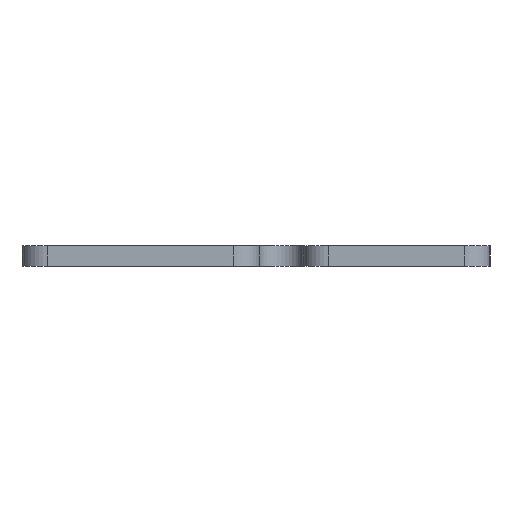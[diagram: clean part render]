
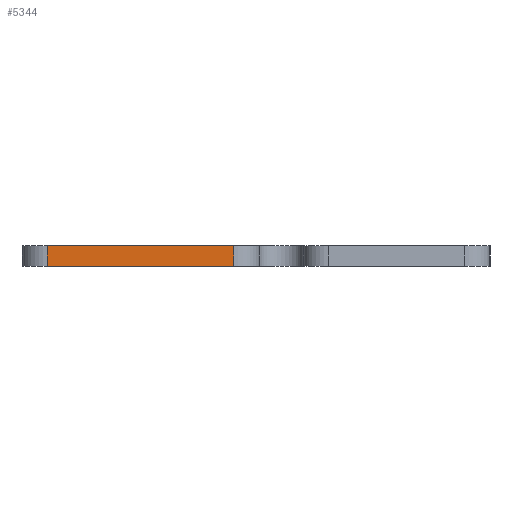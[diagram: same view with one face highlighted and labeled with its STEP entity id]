
A CAD part, left-side view. The second image highlights one B-rep face of the part: STEP entity #5344.
In plain terms, the highlighted planar face has unit normal (-1, 0, 0).
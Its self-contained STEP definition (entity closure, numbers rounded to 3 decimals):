
#83 = PLANE('',#84);
#84 = AXIS2_PLACEMENT_3D('',#85,#86,#87);
#85 = CARTESIAN_POINT('',(100.,-100.073,1.6));
#86 = DIRECTION('',(-0.,-0.,-1.));
#87 = DIRECTION('',(-1.,0.,0.));
#137 = PLANE('',#138);
#138 = AXIS2_PLACEMENT_3D('',#139,#140,#141);
#139 = CARTESIAN_POINT('',(100.,-100.073,0.));
#140 = DIRECTION('',(-0.,-0.,-1.));
#141 = DIRECTION('',(-1.,0.,0.));
#462 = VERTEX_POINT('',#463);
#463 = CARTESIAN_POINT('',(39.,-98.25,0.));
#482 = CYLINDRICAL_SURFACE('',#483,2.);
#483 = AXIS2_PLACEMENT_3D('',#484,#485,#486);
#484 = CARTESIAN_POINT('',(41.,-98.25,0.));
#485 = DIRECTION('',(-0.,-0.,-1.));
#486 = DIRECTION('',(1.,0.,-0.));
#494 = EDGE_CURVE('',#462,#495,#497,.T.);
#495 = VERTEX_POINT('',#496);
#496 = CARTESIAN_POINT('',(39.,-83.5,0.));
#497 = SURFACE_CURVE('',#498,(#502,#509),.PCURVE_S1.);
#498 = LINE('',#499,#500);
#499 = CARTESIAN_POINT('',(39.,-98.25,0.));
#500 = VECTOR('',#501,1.);
#501 = DIRECTION('',(0.,1.,0.));
#502 = PCURVE('',#137,#503);
#503 = DEFINITIONAL_REPRESENTATION('',(#504),#508);
#504 = LINE('',#505,#506);
#505 = CARTESIAN_POINT('',(61.,1.823));
#506 = VECTOR('',#507,1.);
#507 = DIRECTION('',(0.,1.));
#508 = ( GEOMETRIC_REPRESENTATION_CONTEXT(2) 
PARAMETRIC_REPRESENTATION_CONTEXT() REPRESENTATION_CONTEXT('2D SPACE',''
  ) );
#509 = PCURVE('',#510,#515);
#510 = PLANE('',#511);
#511 = AXIS2_PLACEMENT_3D('',#512,#513,#514);
#512 = CARTESIAN_POINT('',(39.,-98.25,0.));
#513 = DIRECTION('',(-1.,0.,0.));
#514 = DIRECTION('',(0.,1.,0.));
#515 = DEFINITIONAL_REPRESENTATION('',(#516),#520);
#516 = LINE('',#517,#518);
#517 = CARTESIAN_POINT('',(0.,0.));
#518 = VECTOR('',#519,1.);
#519 = DIRECTION('',(1.,0.));
#520 = ( GEOMETRIC_REPRESENTATION_CONTEXT(2) 
PARAMETRIC_REPRESENTATION_CONTEXT() REPRESENTATION_CONTEXT('2D SPACE',''
  ) );
#543 = CYLINDRICAL_SURFACE('',#544,2.);
#544 = AXIS2_PLACEMENT_3D('',#545,#546,#547);
#545 = CARTESIAN_POINT('',(41.,-83.5,0.));
#546 = DIRECTION('',(-0.,-0.,-1.));
#547 = DIRECTION('',(1.,0.,-0.));
#2966 = VERTEX_POINT('',#2967);
#2967 = CARTESIAN_POINT('',(39.,-98.25,1.6));
#2993 = EDGE_CURVE('',#2966,#2994,#2996,.T.);
#2994 = VERTEX_POINT('',#2995);
#2995 = CARTESIAN_POINT('',(39.,-83.5,1.6));
#2996 = SURFACE_CURVE('',#2997,(#3001,#3008),.PCURVE_S1.);
#2997 = LINE('',#2998,#2999);
#2998 = CARTESIAN_POINT('',(39.,-98.25,1.6));
#2999 = VECTOR('',#3000,1.);
#3000 = DIRECTION('',(0.,1.,0.));
#3001 = PCURVE('',#83,#3002);
#3002 = DEFINITIONAL_REPRESENTATION('',(#3003),#3007);
#3003 = LINE('',#3004,#3005);
#3004 = CARTESIAN_POINT('',(61.,1.823));
#3005 = VECTOR('',#3006,1.);
#3006 = DIRECTION('',(0.,1.));
#3007 = ( GEOMETRIC_REPRESENTATION_CONTEXT(2) 
PARAMETRIC_REPRESENTATION_CONTEXT() REPRESENTATION_CONTEXT('2D SPACE',''
  ) );
#3008 = PCURVE('',#510,#3009);
#3009 = DEFINITIONAL_REPRESENTATION('',(#3010),#3014);
#3010 = LINE('',#3011,#3012);
#3011 = CARTESIAN_POINT('',(0.,-1.6));
#3012 = VECTOR('',#3013,1.);
#3013 = DIRECTION('',(1.,0.));
#3014 = ( GEOMETRIC_REPRESENTATION_CONTEXT(2) 
PARAMETRIC_REPRESENTATION_CONTEXT() REPRESENTATION_CONTEXT('2D SPACE',''
  ) );
#5294 = EDGE_CURVE('',#462,#2966,#5295,.T.);
#5295 = SURFACE_CURVE('',#5296,(#5300,#5307),.PCURVE_S1.);
#5296 = LINE('',#5297,#5298);
#5297 = CARTESIAN_POINT('',(39.,-98.25,0.));
#5298 = VECTOR('',#5299,1.);
#5299 = DIRECTION('',(0.,0.,1.));
#5300 = PCURVE('',#482,#5301);
#5301 = DEFINITIONAL_REPRESENTATION('',(#5302),#5306);
#5302 = LINE('',#5303,#5304);
#5303 = CARTESIAN_POINT('',(-3.142,0.));
#5304 = VECTOR('',#5305,1.);
#5305 = DIRECTION('',(-0.,-1.));
#5306 = ( GEOMETRIC_REPRESENTATION_CONTEXT(2) 
PARAMETRIC_REPRESENTATION_CONTEXT() REPRESENTATION_CONTEXT('2D SPACE',''
  ) );
#5307 = PCURVE('',#510,#5308);
#5308 = DEFINITIONAL_REPRESENTATION('',(#5309),#5313);
#5309 = LINE('',#5310,#5311);
#5310 = CARTESIAN_POINT('',(0.,0.));
#5311 = VECTOR('',#5312,1.);
#5312 = DIRECTION('',(0.,-1.));
#5313 = ( GEOMETRIC_REPRESENTATION_CONTEXT(2) 
PARAMETRIC_REPRESENTATION_CONTEXT() REPRESENTATION_CONTEXT('2D SPACE',''
  ) );
#5344 = ADVANCED_FACE('',(#5345),#510,.T.);
#5345 = FACE_BOUND('',#5346,.T.);
#5346 = EDGE_LOOP('',(#5347,#5348,#5349,#5370));
#5347 = ORIENTED_EDGE('',*,*,#5294,.T.);
#5348 = ORIENTED_EDGE('',*,*,#2993,.T.);
#5349 = ORIENTED_EDGE('',*,*,#5350,.F.);
#5350 = EDGE_CURVE('',#495,#2994,#5351,.T.);
#5351 = SURFACE_CURVE('',#5352,(#5356,#5363),.PCURVE_S1.);
#5352 = LINE('',#5353,#5354);
#5353 = CARTESIAN_POINT('',(39.,-83.5,0.));
#5354 = VECTOR('',#5355,1.);
#5355 = DIRECTION('',(0.,0.,1.));
#5356 = PCURVE('',#510,#5357);
#5357 = DEFINITIONAL_REPRESENTATION('',(#5358),#5362);
#5358 = LINE('',#5359,#5360);
#5359 = CARTESIAN_POINT('',(14.75,0.));
#5360 = VECTOR('',#5361,1.);
#5361 = DIRECTION('',(0.,-1.));
#5362 = ( GEOMETRIC_REPRESENTATION_CONTEXT(2) 
PARAMETRIC_REPRESENTATION_CONTEXT() REPRESENTATION_CONTEXT('2D SPACE',''
  ) );
#5363 = PCURVE('',#543,#5364);
#5364 = DEFINITIONAL_REPRESENTATION('',(#5365),#5369);
#5365 = LINE('',#5366,#5367);
#5366 = CARTESIAN_POINT('',(-3.142,0.));
#5367 = VECTOR('',#5368,1.);
#5368 = DIRECTION('',(-0.,-1.));
#5369 = ( GEOMETRIC_REPRESENTATION_CONTEXT(2) 
PARAMETRIC_REPRESENTATION_CONTEXT() REPRESENTATION_CONTEXT('2D SPACE',''
  ) );
#5370 = ORIENTED_EDGE('',*,*,#494,.F.);
